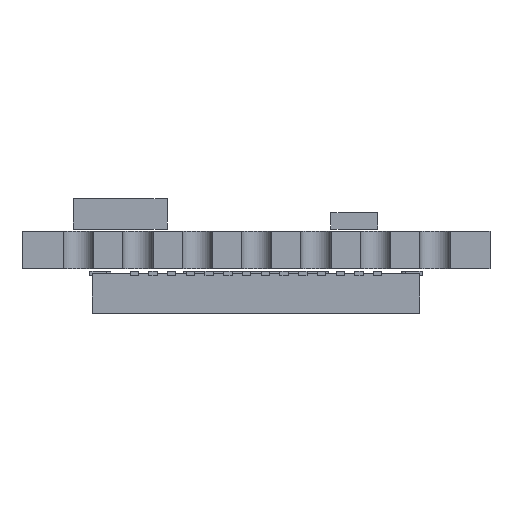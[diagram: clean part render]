
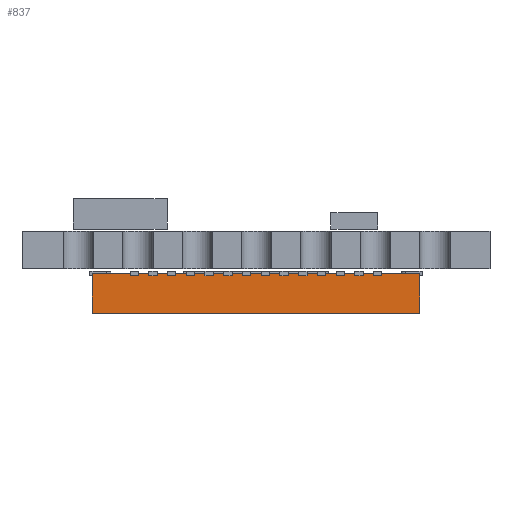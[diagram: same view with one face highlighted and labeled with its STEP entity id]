
A CAD part, front view. The second image highlights one B-rep face of the part: STEP entity #837.
In plain terms, the highlighted free-form (B-spline) face has degree [1, 1] with [2, 2] control points.
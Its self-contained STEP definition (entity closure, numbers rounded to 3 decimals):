
#733 = EDGE_CURVE('',#734,#736,#738,.T.);
#734 = VERTEX_POINT('',#735);
#735 = CARTESIAN_POINT('',(-3.5,-3.5,0.05));
#736 = VERTEX_POINT('',#737);
#737 = CARTESIAN_POINT('',(-3.5,-3.5,0.9));
#738 = SURFACE_CURVE('',#739,(#742,#753),.PCURVE_S1.);
#739 = B_SPLINE_CURVE_WITH_KNOTS('',1,(#740,#741),.UNSPECIFIED.,.F.,.F.,
  (2,2),(0.,0.85),.PIECEWISE_BEZIER_KNOTS.);
#740 = CARTESIAN_POINT('',(-3.5,-3.5,0.05));
#741 = CARTESIAN_POINT('',(-3.5,-3.5,0.9));
#742 = PCURVE('',#743,#748);
#743 = B_SPLINE_SURFACE_WITH_KNOTS('',1,1,(
    (#744,#745)
    ,(#746,#747
    )),.UNSPECIFIED.,.F.,.F.,.F.,(2,2),(2,2),(0.,0.85),(-7.,0.),
  .PIECEWISE_BEZIER_KNOTS.);
#744 = CARTESIAN_POINT('',(-3.5,3.5,0.05));
#745 = CARTESIAN_POINT('',(-3.5,-3.5,0.05));
#746 = CARTESIAN_POINT('',(-3.5,3.5,0.9));
#747 = CARTESIAN_POINT('',(-3.5,-3.5,0.9));
#748 = DEFINITIONAL_REPRESENTATION('',(#749),#752);
#749 = B_SPLINE_CURVE_WITH_KNOTS('',1,(#750,#751),.UNSPECIFIED.,.F.,.F.,
  (2,2),(0.,0.85),.PIECEWISE_BEZIER_KNOTS.);
#750 = CARTESIAN_POINT('',(0.,0.));
#751 = CARTESIAN_POINT('',(0.85,0.));
#752 = ( GEOMETRIC_REPRESENTATION_CONTEXT(2) 
PARAMETRIC_REPRESENTATION_CONTEXT() REPRESENTATION_CONTEXT('2D SPACE',''
  ) );
#753 = PCURVE('',#754,#759);
#754 = B_SPLINE_SURFACE_WITH_KNOTS('',1,1,(
    (#755,#756)
    ,(#757,#758
    )),.UNSPECIFIED.,.F.,.F.,.F.,(2,2),(2,2),(0.,0.85),(0.,7.),
  .PIECEWISE_BEZIER_KNOTS.);
#755 = CARTESIAN_POINT('',(-3.5,-3.5,0.05));
#756 = CARTESIAN_POINT('',(3.5,-3.5,0.05));
#757 = CARTESIAN_POINT('',(-3.5,-3.5,0.9));
#758 = CARTESIAN_POINT('',(3.5,-3.5,0.9));
#759 = DEFINITIONAL_REPRESENTATION('',(#760),#763);
#760 = B_SPLINE_CURVE_WITH_KNOTS('',1,(#761,#762),.UNSPECIFIED.,.F.,.F.,
  (2,2),(0.,0.85),.PIECEWISE_BEZIER_KNOTS.);
#761 = CARTESIAN_POINT('',(0.,0.));
#762 = CARTESIAN_POINT('',(0.85,0.));
#763 = ( GEOMETRIC_REPRESENTATION_CONTEXT(2) 
PARAMETRIC_REPRESENTATION_CONTEXT() REPRESENTATION_CONTEXT('2D SPACE',''
  ) );
#779 = B_SPLINE_SURFACE_WITH_KNOTS('',1,1,(
    (#780,#781)
    ,(#782,#783)),.UNSPECIFIED.,.F.,.F.,.F.,(2,2),(2,2),(0.,7.),(0.,7.),
  .PIECEWISE_BEZIER_KNOTS.);
#780 = CARTESIAN_POINT('',(-3.5,-3.5,0.05));
#781 = CARTESIAN_POINT('',(-3.5,3.5,0.05));
#782 = CARTESIAN_POINT('',(3.5,-3.5,0.05));
#783 = CARTESIAN_POINT('',(3.5,3.5,0.05));
#827 = B_SPLINE_SURFACE_WITH_KNOTS('',1,1,(
    (#828,#829)
    ,(#830,#831)),.UNSPECIFIED.,.F.,.F.,.F.,(2,2),(2,2),(0.,7.),(0.,7.),
  .PIECEWISE_BEZIER_KNOTS.);
#828 = CARTESIAN_POINT('',(-3.5,-3.5,0.9));
#829 = CARTESIAN_POINT('',(-3.5,3.5,0.9));
#830 = CARTESIAN_POINT('',(3.5,-3.5,0.9));
#831 = CARTESIAN_POINT('',(3.5,3.5,0.9));
#837 = ADVANCED_FACE('',(#838),#754,.F.);
#838 = FACE_BOUND('',#839,.F.);
#839 = EDGE_LOOP('',(#840,#860,#861,#881));
#840 = ORIENTED_EDGE('',*,*,#841,.F.);
#841 = EDGE_CURVE('',#734,#842,#844,.T.);
#842 = VERTEX_POINT('',#843);
#843 = CARTESIAN_POINT('',(3.5,-3.5,0.05));
#844 = SURFACE_CURVE('',#845,(#848,#854),.PCURVE_S1.);
#845 = B_SPLINE_CURVE_WITH_KNOTS('',1,(#846,#847),.UNSPECIFIED.,.F.,.F.,
  (2,2),(0.,7.),.PIECEWISE_BEZIER_KNOTS.);
#846 = CARTESIAN_POINT('',(-3.5,-3.5,0.05));
#847 = CARTESIAN_POINT('',(3.5,-3.5,0.05));
#848 = PCURVE('',#754,#849);
#849 = DEFINITIONAL_REPRESENTATION('',(#850),#853);
#850 = B_SPLINE_CURVE_WITH_KNOTS('',1,(#851,#852),.UNSPECIFIED.,.F.,.F.,
  (2,2),(0.,7.),.PIECEWISE_BEZIER_KNOTS.);
#851 = CARTESIAN_POINT('',(0.,0.));
#852 = CARTESIAN_POINT('',(0.,7.));
#853 = ( GEOMETRIC_REPRESENTATION_CONTEXT(2) 
PARAMETRIC_REPRESENTATION_CONTEXT() REPRESENTATION_CONTEXT('2D SPACE',''
  ) );
#854 = PCURVE('',#779,#855);
#855 = DEFINITIONAL_REPRESENTATION('',(#856),#859);
#856 = B_SPLINE_CURVE_WITH_KNOTS('',1,(#857,#858),.UNSPECIFIED.,.F.,.F.,
  (2,2),(0.,7.),.PIECEWISE_BEZIER_KNOTS.);
#857 = CARTESIAN_POINT('',(0.,0.));
#858 = CARTESIAN_POINT('',(7.,0.));
#859 = ( GEOMETRIC_REPRESENTATION_CONTEXT(2) 
PARAMETRIC_REPRESENTATION_CONTEXT() REPRESENTATION_CONTEXT('2D SPACE',''
  ) );
#860 = ORIENTED_EDGE('',*,*,#733,.T.);
#861 = ORIENTED_EDGE('',*,*,#862,.T.);
#862 = EDGE_CURVE('',#736,#863,#865,.T.);
#863 = VERTEX_POINT('',#864);
#864 = CARTESIAN_POINT('',(3.5,-3.5,0.9));
#865 = SURFACE_CURVE('',#866,(#869,#875),.PCURVE_S1.);
#866 = B_SPLINE_CURVE_WITH_KNOTS('',1,(#867,#868),.UNSPECIFIED.,.F.,.F.,
  (2,2),(0.,7.),.PIECEWISE_BEZIER_KNOTS.);
#867 = CARTESIAN_POINT('',(-3.5,-3.5,0.9));
#868 = CARTESIAN_POINT('',(3.5,-3.5,0.9));
#869 = PCURVE('',#754,#870);
#870 = DEFINITIONAL_REPRESENTATION('',(#871),#874);
#871 = B_SPLINE_CURVE_WITH_KNOTS('',1,(#872,#873),.UNSPECIFIED.,.F.,.F.,
  (2,2),(0.,7.),.PIECEWISE_BEZIER_KNOTS.);
#872 = CARTESIAN_POINT('',(0.85,0.));
#873 = CARTESIAN_POINT('',(0.85,7.));
#874 = ( GEOMETRIC_REPRESENTATION_CONTEXT(2) 
PARAMETRIC_REPRESENTATION_CONTEXT() REPRESENTATION_CONTEXT('2D SPACE',''
  ) );
#875 = PCURVE('',#827,#876);
#876 = DEFINITIONAL_REPRESENTATION('',(#877),#880);
#877 = B_SPLINE_CURVE_WITH_KNOTS('',1,(#878,#879),.UNSPECIFIED.,.F.,.F.,
  (2,2),(0.,7.),.PIECEWISE_BEZIER_KNOTS.);
#878 = CARTESIAN_POINT('',(0.,0.));
#879 = CARTESIAN_POINT('',(7.,0.));
#880 = ( GEOMETRIC_REPRESENTATION_CONTEXT(2) 
PARAMETRIC_REPRESENTATION_CONTEXT() REPRESENTATION_CONTEXT('2D SPACE',''
  ) );
#881 = ORIENTED_EDGE('',*,*,#882,.F.);
#882 = EDGE_CURVE('',#842,#863,#883,.T.);
#883 = SURFACE_CURVE('',#884,(#887,#893),.PCURVE_S1.);
#884 = B_SPLINE_CURVE_WITH_KNOTS('',1,(#885,#886),.UNSPECIFIED.,.F.,.F.,
  (2,2),(0.,0.85),.PIECEWISE_BEZIER_KNOTS.);
#885 = CARTESIAN_POINT('',(3.5,-3.5,0.05));
#886 = CARTESIAN_POINT('',(3.5,-3.5,0.9));
#887 = PCURVE('',#754,#888);
#888 = DEFINITIONAL_REPRESENTATION('',(#889),#892);
#889 = B_SPLINE_CURVE_WITH_KNOTS('',1,(#890,#891),.UNSPECIFIED.,.F.,.F.,
  (2,2),(0.,0.85),.PIECEWISE_BEZIER_KNOTS.);
#890 = CARTESIAN_POINT('',(0.,7.));
#891 = CARTESIAN_POINT('',(0.85,7.));
#892 = ( GEOMETRIC_REPRESENTATION_CONTEXT(2) 
PARAMETRIC_REPRESENTATION_CONTEXT() REPRESENTATION_CONTEXT('2D SPACE',''
  ) );
#893 = PCURVE('',#894,#899);
#894 = B_SPLINE_SURFACE_WITH_KNOTS('',1,1,(
    (#895,#896)
    ,(#897,#898
    )),.UNSPECIFIED.,.F.,.F.,.F.,(2,2),(2,2),(0.,0.85),(-7.,0.),
  .PIECEWISE_BEZIER_KNOTS.);
#895 = CARTESIAN_POINT('',(3.5,3.5,0.05));
#896 = CARTESIAN_POINT('',(3.5,-3.5,0.05));
#897 = CARTESIAN_POINT('',(3.5,3.5,0.9));
#898 = CARTESIAN_POINT('',(3.5,-3.5,0.9));
#899 = DEFINITIONAL_REPRESENTATION('',(#900),#903);
#900 = B_SPLINE_CURVE_WITH_KNOTS('',1,(#901,#902),.UNSPECIFIED.,.F.,.F.,
  (2,2),(0.,0.85),.PIECEWISE_BEZIER_KNOTS.);
#901 = CARTESIAN_POINT('',(0.,0.));
#902 = CARTESIAN_POINT('',(0.85,0.));
#903 = ( GEOMETRIC_REPRESENTATION_CONTEXT(2) 
PARAMETRIC_REPRESENTATION_CONTEXT() REPRESENTATION_CONTEXT('2D SPACE',''
  ) );
